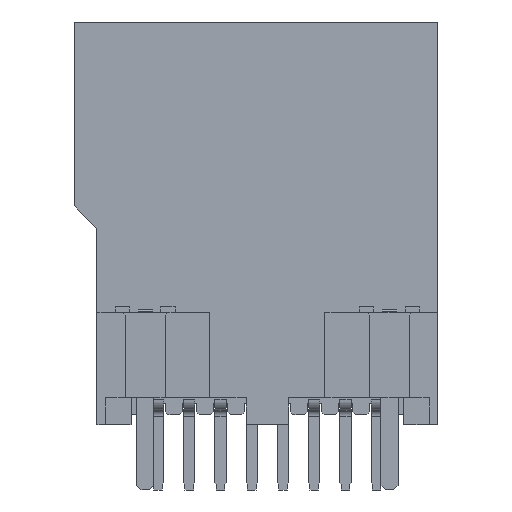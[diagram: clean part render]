
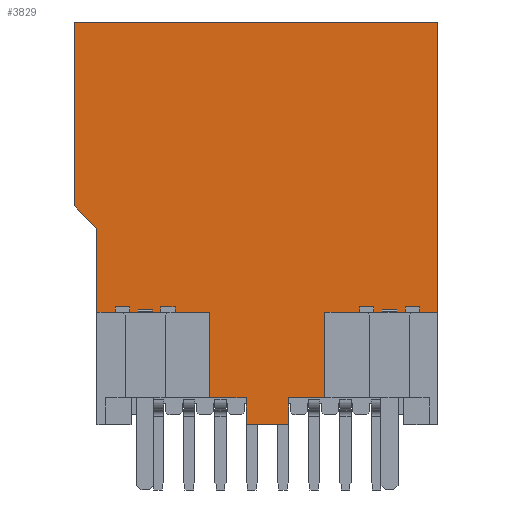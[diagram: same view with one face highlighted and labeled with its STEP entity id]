
A CAD part, front view. The second image highlights one B-rep face of the part: STEP entity #3829.
In plain terms, the highlighted planar face has unit normal (0, -1, 0).
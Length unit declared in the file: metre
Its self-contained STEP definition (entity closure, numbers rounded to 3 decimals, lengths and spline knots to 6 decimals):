
#1751 = EDGE_CURVE( '', #5120, #5121, #5122, .T. );
#1999 = EDGE_CURVE( '', #5128, #5570, #5571, .T. );
#2739 = EDGE_CURVE( '', #5926, #6326, #6743, .T. );
#2759 = EDGE_CURVE( '', #5609, #5835, #6771, .T. );
#2911 = EDGE_CURVE( '', #5121, #5727, #6989, .T. );
#3075 = EDGE_CURVE( '', #5926, #5835, #7213, .T. );
#3113 = EDGE_CURVE( '', #5727, #5128, #7275, .T. );
#3361 = EDGE_CURVE( '', #6065, #7624, #7625, .T. );
#3551 = EDGE_CURVE( '', #5570, #5732, #7872, .T. );
#3641 = EDGE_CURVE( '', #7754, #5609, #7983, .T. );
#3713 = EDGE_CURVE( '', #7710, #5120, #8070, .T. );
#3829 = ADVANCED_FACE( '', ( #8217 ), #8218, .F. );
#3833 = EDGE_CURVE( '', #5732, #7754, #8224, .T. );
#3973 = EDGE_CURVE( '', #6065, #7710, #8392, .T. );
#4263 = EDGE_CURVE( '', #7624, #6326, #8737, .T. );
#5120 = VERTEX_POINT( '', #9740 );
#5121 = VERTEX_POINT( '', #9741 );
#5122 = LINE( '', #9742, #9743 );
#5128 = VERTEX_POINT( '', #9752 );
#5570 = VERTEX_POINT( '', #10361 );
#5571 = LINE( '', #10362, #10363 );
#5609 = VERTEX_POINT( '', #10417 );
#5727 = VERTEX_POINT( '', #10589 );
#5732 = VERTEX_POINT( '', #10596 );
#5835 = VERTEX_POINT( '', #10741 );
#5926 = VERTEX_POINT( '', #10877 );
#6065 = VERTEX_POINT( '', #11072 );
#6326 = VERTEX_POINT( '', #11458 );
#6743 = LINE( '', #12060, #12061 );
#6771 = LINE( '', #12102, #12103 );
#6989 = LINE( '', #12417, #12418 );
#7213 = LINE( '', #12760, #12761 );
#7275 = LINE( '', #12844, #12845 );
#7624 = VERTEX_POINT( '', #13369 );
#7625 = LINE( '', #13370, #13371 );
#7710 = VERTEX_POINT( '', #13503 );
#7754 = VERTEX_POINT( '', #13563 );
#7872 = LINE( '', #13743, #13744 );
#7983 = LINE( '', #13917, #13918 );
#8070 = LINE( '', #14057, #14058 );
#8217 = FACE_OUTER_BOUND( '', #14284, .T. );
#8218 = PLANE( '', #14285 );
#8224 = LINE( '', #14294, #14295 );
#8392 = LINE( '', #14566, #14567 );
#8737 = LINE( '', #15107, #15108 );
#9740 = CARTESIAN_POINT( '', ( 0.002025, -0.001641, 0.002659 ) );
#9741 = CARTESIAN_POINT( '', ( 0.00075, -0.001641, 0.002659 ) );
#9742 = CARTESIAN_POINT( '', ( -0.0004, -0.001641, 0.002659 ) );
#9743 = VECTOR( '', #16507, 1. );
#9752 = CARTESIAN_POINT( '', ( -0.00075, -0.001641, 0.001709 ) );
#10361 = CARTESIAN_POINT( '', ( -0.00075, -0.001641, 0.002659 ) );
#10362 = CARTESIAN_POINT( '', ( -0.00075, -0.001641, 0.008796 ) );
#10363 = VECTOR( '', #16951, 1. );
#10417 = CARTESIAN_POINT( '', ( -0.006, -0.001641, 0.005659 ) );
#10589 = CARTESIAN_POINT( '', ( 0.00075, -0.001641, 0.001709 ) );
#10596 = CARTESIAN_POINT( '', ( -0.002025, -0.001641, 0.002659 ) );
#10741 = CARTESIAN_POINT( '', ( -0.006, -0.001641, 0.008609 ) );
#10877 = CARTESIAN_POINT( '', ( -0.0068, -0.001641, 0.009409 ) );
#11072 = CARTESIAN_POINT( '', ( 0.006, -0.001641, 0.005659 ) );
#11458 = CARTESIAN_POINT( '', ( -0.0068, -0.001641, 0.015884 ) );
#12060 = CARTESIAN_POINT( '', ( -0.0068, -0.001641, 0.008796 ) );
#12061 = VECTOR( '', #18237, 1. );
#12102 = CARTESIAN_POINT( '', ( -0.006, -0.001641, 0.008796 ) );
#12103 = VECTOR( '', #18268, 1. );
#12417 = CARTESIAN_POINT( '', ( 0.00075, -0.001641, 0.008796 ) );
#12418 = VECTOR( '', #18554, 1. );
#12760 = CARTESIAN_POINT( '', ( -0.0064, -0.001641, 0.009009 ) );
#12761 = VECTOR( '', #18795, 1. );
#12844 = CARTESIAN_POINT( '', ( -0.0004, -0.001641, 0.001709 ) );
#12845 = VECTOR( '', #18935, 1. );
#13369 = CARTESIAN_POINT( '', ( 0.006, -0.001641, 0.015884 ) );
#13370 = CARTESIAN_POINT( '', ( 0.006, -0.001641, 0.008796 ) );
#13371 = VECTOR( '', #19376, 1. );
#13503 = CARTESIAN_POINT( '', ( 0.002025, -0.001641, 0.005659 ) );
#13563 = CARTESIAN_POINT( '', ( -0.002025, -0.001641, 0.005659 ) );
#13743 = CARTESIAN_POINT( '', ( -0.0004, -0.001641, 0.002659 ) );
#13744 = VECTOR( '', #19700, 1. );
#13917 = CARTESIAN_POINT( '', ( -0.0004, -0.001641, 0.005659 ) );
#13918 = VECTOR( '', #19845, 1. );
#14057 = CARTESIAN_POINT( '', ( 0.002025, -0.001641, 0.008796 ) );
#14058 = VECTOR( '', #19951, 1. );
#14284 = EDGE_LOOP( '', ( #20155, #20156, #20157, #20158, #20159, #20160, #20161, #20162, #20163, #20164, #20165, #20166, #20167, #20168 ) );
#14285 = AXIS2_PLACEMENT_3D( '', #20169, #20170, #20171 );
#14294 = CARTESIAN_POINT( '', ( -0.002025, -0.001641, 0.008796 ) );
#14295 = VECTOR( '', #20173, 1. );
#14566 = CARTESIAN_POINT( '', ( -0.0004, -0.001641, 0.005659 ) );
#14567 = VECTOR( '', #20385, 1. );
#15107 = CARTESIAN_POINT( '', ( -0.0004, -0.001641, 0.015884 ) );
#15108 = VECTOR( '', #20873, 1. );
#16507 = DIRECTION( '', ( -1., 0., 0. ) );
#16951 = DIRECTION( '', ( 0., 0., 1. ) );
#18237 = DIRECTION( '', ( 0., 0., 1. ) );
#18268 = DIRECTION( '', ( 0., 0., 1. ) );
#18554 = DIRECTION( '', ( 0., 0., -1. ) );
#18795 = DIRECTION( '', ( 0.707, 0., -0.707 ) );
#18935 = DIRECTION( '', ( -1., 0., 0. ) );
#19376 = DIRECTION( '', ( 0., 0., 1. ) );
#19700 = DIRECTION( '', ( -1., 0., 0. ) );
#19845 = DIRECTION( '', ( -1., 0., 0. ) );
#19951 = DIRECTION( '', ( 0., 0., -1. ) );
#20155 = ORIENTED_EDGE( '', *, *, #2739, .F. );
#20156 = ORIENTED_EDGE( '', *, *, #3075, .T. );
#20157 = ORIENTED_EDGE( '', *, *, #2759, .F. );
#20158 = ORIENTED_EDGE( '', *, *, #3641, .F. );
#20159 = ORIENTED_EDGE( '', *, *, #3833, .F. );
#20160 = ORIENTED_EDGE( '', *, *, #3551, .F. );
#20161 = ORIENTED_EDGE( '', *, *, #1999, .F. );
#20162 = ORIENTED_EDGE( '', *, *, #3113, .F. );
#20163 = ORIENTED_EDGE( '', *, *, #2911, .F. );
#20164 = ORIENTED_EDGE( '', *, *, #1751, .F. );
#20165 = ORIENTED_EDGE( '', *, *, #3713, .F. );
#20166 = ORIENTED_EDGE( '', *, *, #3973, .F. );
#20167 = ORIENTED_EDGE( '', *, *, #3361, .T. );
#20168 = ORIENTED_EDGE( '', *, *, #4263, .T. );
#20169 = CARTESIAN_POINT( '', ( 0.006, -0.001641, 0.001709 ) );
#20170 = DIRECTION( '', ( 0., 1., 0. ) );
#20171 = DIRECTION( '', ( 1., 0., 0. ) );
#20173 = DIRECTION( '', ( 0., 0., 1. ) );
#20385 = DIRECTION( '', ( -1., 0., 0. ) );
#20873 = DIRECTION( '', ( -1., 0., 0. ) );
